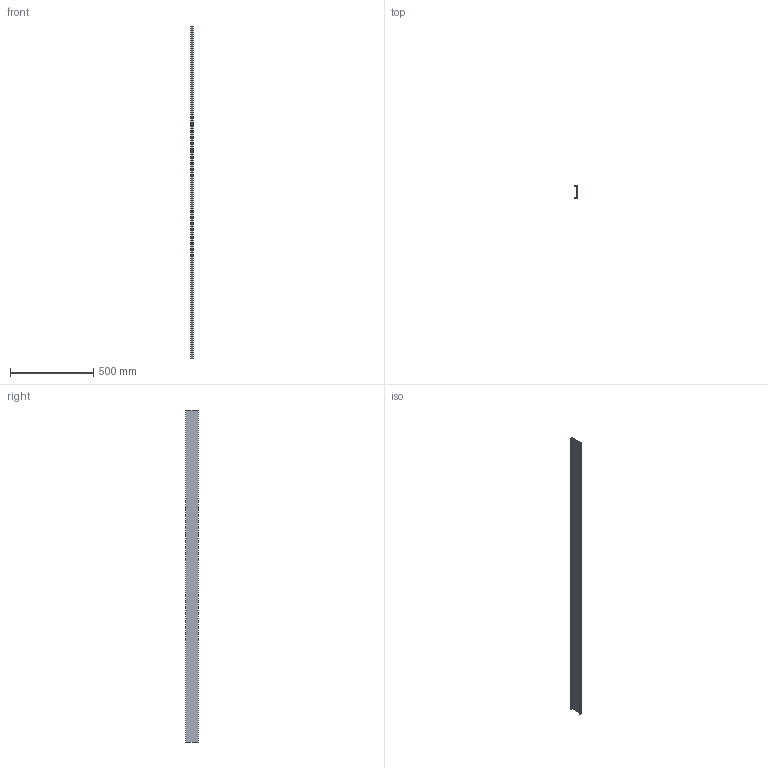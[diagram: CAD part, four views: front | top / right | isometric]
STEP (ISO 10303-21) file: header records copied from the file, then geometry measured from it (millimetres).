
FILE_DESCRIPTION (( 'STEP AP214' ), '1' );
FILE_NAME ('6114210.stp', '2016-05-11T05:58:46', ( '' ), ( '' ), 'SwSTEP 2.0', 'SolidWorks 2014', '' );
FILE_SCHEMA (( 'AUTOMOTIVE_DESIGN' ));
Length unit declared in the file: millimetre
Products named in the file (1): 6114210
Bounding box: 12.2 x 77.59 x 2000 mm (x, y, z)
Volume: 329404.1 mm3; surface area: 391950.6 mm2
Topology: 1 solids, 1 shells, 20 faces, 54 edges, 36 vertices
Faces by surface type: plane 12, cylinder 8
Entity records: 668 total; most frequent: DIRECTION 112, CARTESIAN_POINT 111, ORIENTED_EDGE 108, EDGE_CURVE 54, VECTOR 38, LINE 38, AXIS2_PLACEMENT_3D 37, VERTEX_POINT 36
